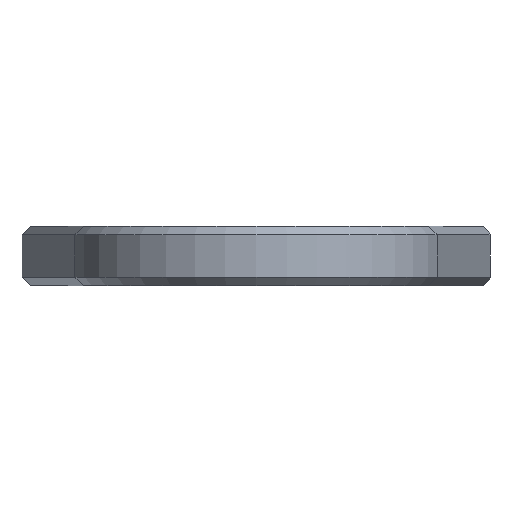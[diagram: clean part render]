
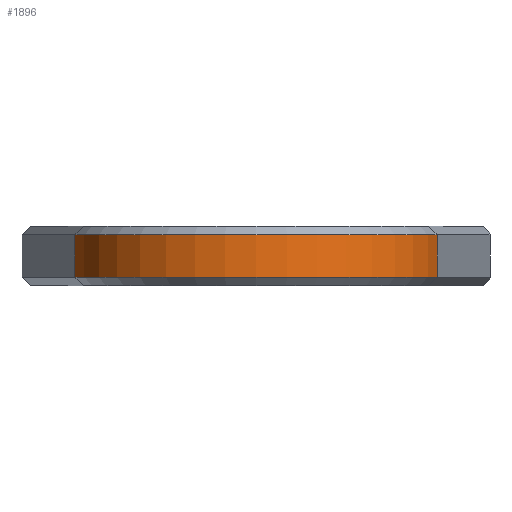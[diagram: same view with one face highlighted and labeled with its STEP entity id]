
A CAD part, front view. The second image highlights one B-rep face of the part: STEP entity #1896.
In plain terms, the highlighted cylindrical face has radius 27.813 mm (diameter 55.626 mm), a partial arc.
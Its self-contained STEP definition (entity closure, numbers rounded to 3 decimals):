
#1582 = ORIENTED_EDGE ( 'NONE', *, *, #5615, .T. ) ;
#1896 = ADVANCED_FACE ( 'NONE', ( #6915 ), #2924, .T. ) ;
#2315 = CARTESIAN_POINT ( 'NONE',  ( -25.14, -39.339, 0. ) ) ;
#2449 = CARTESIAN_POINT ( 'NONE',  ( 29.103, -39.339, -1.27 ) ) ;
#2924 = CYLINDRICAL_SURFACE ( 'NONE', #6815, 27.813 ) ;
#2929 = VECTOR ( 'NONE', #10029, 1000. ) ;
#3279 = VERTEX_POINT ( 'NONE', #10568 ) ;
#3707 = LINE ( 'NONE', #6412, #6664 ) ;
#4153 = AXIS2_PLACEMENT_3D ( 'NONE', #9322, #7432, #11169 ) ;
#4532 = CIRCLE ( 'NONE', #4153, 27.813 ) ;
#5005 = CARTESIAN_POINT ( 'NONE',  ( 1.981, -33.175, 0. ) ) ;
#5188 = DIRECTION ( 'NONE',  ( 0., 0., 1. ) ) ;
#5390 = EDGE_LOOP ( 'NONE', ( #9097, #1582, #6080, #7773 ) ) ;
#5413 = EDGE_CURVE ( 'NONE', #9792, #9549, #5494, .T. ) ;
#5494 = CIRCLE ( 'NONE', #6866, 27.813 ) ;
#5615 = EDGE_CURVE ( 'NONE', #9549, #6669, #3707, .T. ) ;
#6080 = ORIENTED_EDGE ( 'NONE', *, *, #6115, .F. ) ;
#6115 = EDGE_CURVE ( 'NONE', #3279, #6669, #4532, .T. ) ;
#6412 = CARTESIAN_POINT ( 'NONE',  ( 29.103, -39.339, 0. ) ) ;
#6505 = CARTESIAN_POINT ( 'NONE',  ( -25.14, -39.339, -7.62 ) ) ;
#6664 = VECTOR ( 'NONE', #10204, 1000. ) ;
#6669 = VERTEX_POINT ( 'NONE', #2449 ) ;
#6815 = AXIS2_PLACEMENT_3D ( 'NONE', #5005, #9545, #11571 ) ;
#6866 = AXIS2_PLACEMENT_3D ( 'NONE', #8882, #5188, #10650 ) ;
#6915 = FACE_OUTER_BOUND ( 'NONE', #5390, .T. ) ;
#7432 = DIRECTION ( 'NONE',  ( 0., 0., 1. ) ) ;
#7773 = ORIENTED_EDGE ( 'NONE', *, *, #8533, .T. ) ;
#8016 = LINE ( 'NONE', #2315, #2929 ) ;
#8533 = EDGE_CURVE ( 'NONE', #3279, #9792, #8016, .T. ) ;
#8882 = CARTESIAN_POINT ( 'NONE',  ( 1.981, -33.175, -7.62 ) ) ;
#9097 = ORIENTED_EDGE ( 'NONE', *, *, #5413, .T. ) ;
#9322 = CARTESIAN_POINT ( 'NONE',  ( 1.981, -33.175, -1.27 ) ) ;
#9545 = DIRECTION ( 'NONE',  ( 0., 0., -1. ) ) ;
#9549 = VERTEX_POINT ( 'NONE', #10935 ) ;
#9792 = VERTEX_POINT ( 'NONE', #6505 ) ;
#10029 = DIRECTION ( 'NONE',  ( 0., 0., -1. ) ) ;
#10204 = DIRECTION ( 'NONE',  ( 0., 0., 1. ) ) ;
#10568 = CARTESIAN_POINT ( 'NONE',  ( -25.14, -39.339, -1.27 ) ) ;
#10650 = DIRECTION ( 'NONE',  ( -1., 0., 0. ) ) ;
#10935 = CARTESIAN_POINT ( 'NONE',  ( 29.103, -39.339, -7.62 ) ) ;
#11169 = DIRECTION ( 'NONE',  ( 0., -1., 0. ) ) ;
#11571 = DIRECTION ( 'NONE',  ( -1., 0., 0. ) ) ;
